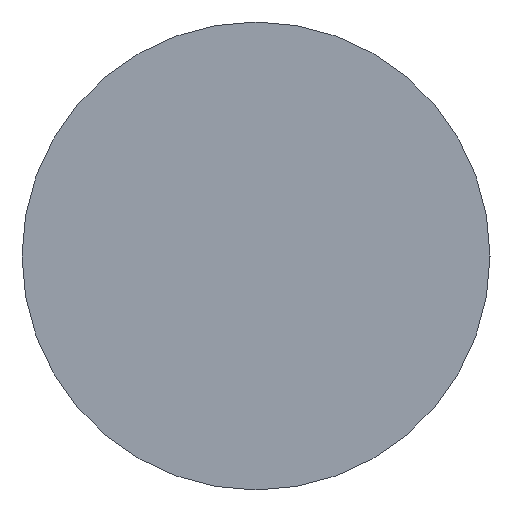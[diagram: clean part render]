
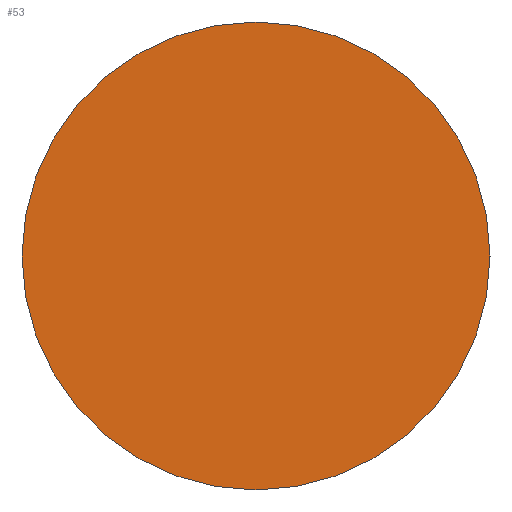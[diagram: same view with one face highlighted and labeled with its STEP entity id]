
A CAD part, left-side view. The second image highlights one B-rep face of the part: STEP entity #53.
In plain terms, the highlighted planar face has unit normal (-1, 0, 0).
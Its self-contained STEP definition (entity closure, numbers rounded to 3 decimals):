
#8 = VERTEX_POINT ( 'NONE', #137 ) ;
#13 = CARTESIAN_POINT ( 'NONE',  ( 113.72, 65.156, 22.5 ) ) ;
#16 = CARTESIAN_POINT ( 'NONE',  ( 113.72, 65.156, 0. ) ) ;
#17 = CARTESIAN_POINT ( 'NONE',  ( 113.72, 65.156, 0. ) ) ;
#27 = AXIS2_PLACEMENT_3D ( 'NONE', #16, #140, #58 ) ;
#53 = ADVANCED_FACE ( 'NONE', ( #67 ), #93, .F. ) ;
#58 = DIRECTION ( 'NONE',  ( 0., 0., 1. ) ) ;
#67 = FACE_OUTER_BOUND ( 'NONE', #160, .T. ) ;
#76 = VERTEX_POINT ( 'NONE', #13 ) ;
#80 = DIRECTION ( 'NONE',  ( 0., 0., -1. ) ) ;
#81 = DIRECTION ( 'NONE',  ( 0., 0., 1. ) ) ;
#93 = PLANE ( 'NONE',  #154 ) ;
#96 = CARTESIAN_POINT ( 'NONE',  ( 113.72, 65.156, 0. ) ) ;
#102 = EDGE_CURVE ( 'NONE', #76, #8, #165, .T. ) ;
#109 = DIRECTION ( 'NONE',  ( 1., 0., 0. ) ) ;
#129 = ORIENTED_EDGE ( 'NONE', *, *, #169, .T. ) ;
#130 = DIRECTION ( 'NONE',  ( -1., 0., 0. ) ) ;
#137 = CARTESIAN_POINT ( 'NONE',  ( 113.72, 65.156, -22.5 ) ) ;
#139 = AXIS2_PLACEMENT_3D ( 'NONE', #17, #130, #81 ) ;
#140 = DIRECTION ( 'NONE',  ( -1., 0., 0. ) ) ;
#154 = AXIS2_PLACEMENT_3D ( 'NONE', #96, #109, #80 ) ;
#160 = EDGE_LOOP ( 'NONE', ( #166, #129 ) ) ;
#165 = CIRCLE ( 'NONE', #139, 22.5 ) ;
#166 = ORIENTED_EDGE ( 'NONE', *, *, #102, .T. ) ;
#169 = EDGE_CURVE ( 'NONE', #8, #76, #179, .T. ) ;
#179 = CIRCLE ( 'NONE', #27, 22.5 ) ;
